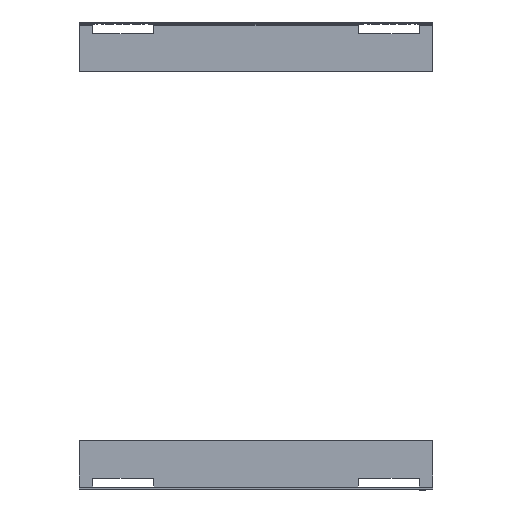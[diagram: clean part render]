
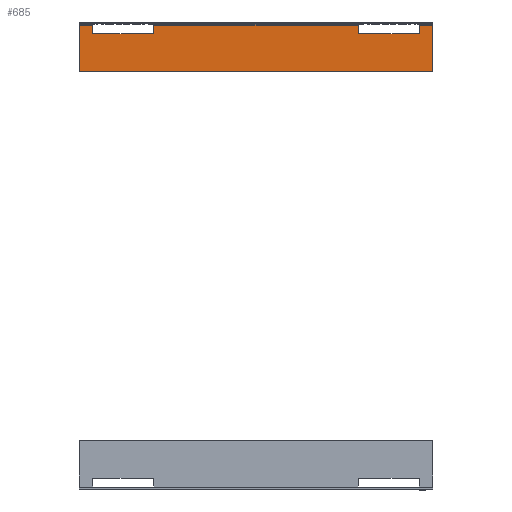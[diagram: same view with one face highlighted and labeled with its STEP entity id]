
A CAD part, top view. The second image highlights one B-rep face of the part: STEP entity #685.
In plain terms, the highlighted planar face has unit normal (0, 0, 1).
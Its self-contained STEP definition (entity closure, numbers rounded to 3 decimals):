
#13 = CARTESIAN_POINT ( 'NONE',  ( 0., 0., 0. ) ) ;
#28 = DIRECTION ( 'NONE',  ( 0., 1., 0. ) ) ;
#29 = ORIENTED_EDGE ( 'NONE', *, *, #2722, .F. ) ;
#34 = DIRECTION ( 'NONE',  ( 1., 0., 0. ) ) ;
#41 = DIRECTION ( 'NONE',  ( 1., 0., 0. ) ) ;
#78 = CARTESIAN_POINT ( 'NONE',  ( 0., -3., 0. ) ) ;
#96 = VECTOR ( 'NONE', #34, 1000. ) ;
#117 = EDGE_CURVE ( 'NONE', #469, #1438, #978, .T. ) ;
#160 = CARTESIAN_POINT ( 'NONE',  ( 75.75, -12., 0. ) ) ;
#168 = CARTESIAN_POINT ( 'NONE',  ( 360., 0., 0. ) ) ;
#214 = EDGE_CURVE ( 'NONE', #1438, #959, #778, .T. ) ;
#252 = EDGE_CURVE ( 'NONE', #1294, #593, #1009, .T. ) ;
#282 = CARTESIAN_POINT ( 'NONE',  ( 0., -12., 0. ) ) ;
#331 = VECTOR ( 'NONE', #2692, 1000. ) ;
#363 = CARTESIAN_POINT ( 'NONE',  ( 0., -50., 0. ) ) ;
#392 = ORIENTED_EDGE ( 'NONE', *, *, #1859, .F. ) ;
#399 = LINE ( 'NONE', #1349, #1177 ) ;
#414 = CARTESIAN_POINT ( 'NONE',  ( 13.75, -3., 0. ) ) ;
#424 = ORIENTED_EDGE ( 'NONE', *, *, #2680, .F. ) ;
#459 = VERTEX_POINT ( 'NONE', #2998 ) ;
#469 = VERTEX_POINT ( 'NONE', #414 ) ;
#593 = VERTEX_POINT ( 'NONE', #2489 ) ;
#598 = VERTEX_POINT ( 'NONE', #2447 ) ;
#621 = LINE ( 'NONE', #168, #331 ) ;
#671 = VERTEX_POINT ( 'NONE', #674 ) ;
#674 = CARTESIAN_POINT ( 'NONE',  ( 360., -3., 0. ) ) ;
#685 = ADVANCED_FACE ( 'NONE', ( #980 ), #3006, .T. ) ;
#691 = EDGE_CURVE ( 'NONE', #959, #2643, #2295, .T. ) ;
#778 = LINE ( 'NONE', #282, #1271 ) ;
#819 = DIRECTION ( 'NONE',  ( 0., 1., 0. ) ) ;
#820 = ORIENTED_EDGE ( 'NONE', *, *, #1303, .T. ) ;
#829 = CARTESIAN_POINT ( 'NONE',  ( 75.75, -3., 0. ) ) ;
#849 = LINE ( 'NONE', #2241, #2575 ) ;
#959 = VERTEX_POINT ( 'NONE', #160 ) ;
#978 = LINE ( 'NONE', #994, #1471 ) ;
#980 = FACE_OUTER_BOUND ( 'NONE', #1702, .T. ) ;
#982 = EDGE_CURVE ( 'NONE', #459, #598, #849, .T. ) ;
#994 = CARTESIAN_POINT ( 'NONE',  ( 13.75, 0., 0. ) ) ;
#1009 = LINE ( 'NONE', #1938, #2999 ) ;
#1023 = EDGE_CURVE ( 'NONE', #2748, #1294, #399, .T. ) ;
#1050 = ORIENTED_EDGE ( 'NONE', *, *, #117, .F. ) ;
#1123 = CARTESIAN_POINT ( 'NONE',  ( 0., -3., 0. ) ) ;
#1127 = CARTESIAN_POINT ( 'NONE',  ( 13.75, -12., 0. ) ) ;
#1150 = VECTOR ( 'NONE', #1240, 1000. ) ;
#1168 = VERTEX_POINT ( 'NONE', #1669 ) ;
#1177 = VECTOR ( 'NONE', #2254, 1000. ) ;
#1186 = CARTESIAN_POINT ( 'NONE',  ( 75.75, 0., 0. ) ) ;
#1215 = DIRECTION ( 'NONE',  ( 0., 0., 1. ) ) ;
#1240 = DIRECTION ( 'NONE',  ( 1., 0., 0. ) ) ;
#1266 = LINE ( 'NONE', #2649, #1469 ) ;
#1271 = VECTOR ( 'NONE', #2842, 1000. ) ;
#1294 = VERTEX_POINT ( 'NONE', #363 ) ;
#1303 = EDGE_CURVE ( 'NONE', #593, #671, #621, .T. ) ;
#1349 = CARTESIAN_POINT ( 'NONE',  ( 0., 0., 0. ) ) ;
#1372 = DIRECTION ( 'NONE',  ( 1., 0., 0. ) ) ;
#1393 = CARTESIAN_POINT ( 'NONE',  ( 284.25, 0., 0. ) ) ;
#1412 = ORIENTED_EDGE ( 'NONE', *, *, #982, .F. ) ;
#1438 = VERTEX_POINT ( 'NONE', #1127 ) ;
#1469 = VECTOR ( 'NONE', #2183, 1000. ) ;
#1471 = VECTOR ( 'NONE', #1926, 1000. ) ;
#1548 = ORIENTED_EDGE ( 'NONE', *, *, #2695, .F. ) ;
#1595 = LINE ( 'NONE', #1393, #2149 ) ;
#1598 = ORIENTED_EDGE ( 'NONE', *, *, #1624, .F. ) ;
#1624 = EDGE_CURVE ( 'NONE', #598, #671, #2171, .T. ) ;
#1669 = CARTESIAN_POINT ( 'NONE',  ( 284.25, -12., 0. ) ) ;
#1674 = ORIENTED_EDGE ( 'NONE', *, *, #1023, .T. ) ;
#1702 = EDGE_LOOP ( 'NONE', ( #1412, #424, #392, #29, #2968, #2524, #1050, #1548, #1674, #2313, #820, #1598 ) ) ;
#1759 = CARTESIAN_POINT ( 'NONE',  ( 0., -3., 0. ) ) ;
#1773 = VECTOR ( 'NONE', #1372, 1000. ) ;
#1801 = DIRECTION ( 'NONE',  ( 0., -1., 0. ) ) ;
#1859 = EDGE_CURVE ( 'NONE', #2181, #1168, #1595, .T. ) ;
#1926 = DIRECTION ( 'NONE',  ( 0., -1., 0. ) ) ;
#1938 = CARTESIAN_POINT ( 'NONE',  ( 0., -50., 0. ) ) ;
#1985 = LINE ( 'NONE', #1759, #1150 ) ;
#2026 = CARTESIAN_POINT ( 'NONE',  ( 0., -3., 0. ) ) ;
#2088 = VECTOR ( 'NONE', #28, 1000. ) ;
#2149 = VECTOR ( 'NONE', #1801, 1000. ) ;
#2171 = LINE ( 'NONE', #78, #96 ) ;
#2181 = VERTEX_POINT ( 'NONE', #2504 ) ;
#2183 = DIRECTION ( 'NONE',  ( 1., 0., 0. ) ) ;
#2235 = LINE ( 'NONE', #1123, #1773 ) ;
#2241 = CARTESIAN_POINT ( 'NONE',  ( 346.25, 0., 0. ) ) ;
#2254 = DIRECTION ( 'NONE',  ( 0., -1., 0. ) ) ;
#2295 = LINE ( 'NONE', #1186, #2088 ) ;
#2313 = ORIENTED_EDGE ( 'NONE', *, *, #252, .T. ) ;
#2379 = AXIS2_PLACEMENT_3D ( 'NONE', #13, #1215, #41 ) ;
#2447 = CARTESIAN_POINT ( 'NONE',  ( 346.25, -3., 0. ) ) ;
#2489 = CARTESIAN_POINT ( 'NONE',  ( 360., -50., 0. ) ) ;
#2504 = CARTESIAN_POINT ( 'NONE',  ( 284.25, -3., 0. ) ) ;
#2524 = ORIENTED_EDGE ( 'NONE', *, *, #214, .F. ) ;
#2575 = VECTOR ( 'NONE', #819, 1000. ) ;
#2643 = VERTEX_POINT ( 'NONE', #829 ) ;
#2649 = CARTESIAN_POINT ( 'NONE',  ( 0., -12., 0. ) ) ;
#2680 = EDGE_CURVE ( 'NONE', #1168, #459, #1266, .T. ) ;
#2692 = DIRECTION ( 'NONE',  ( 0., 1., 0. ) ) ;
#2695 = EDGE_CURVE ( 'NONE', #2748, #469, #1985, .T. ) ;
#2722 = EDGE_CURVE ( 'NONE', #2643, #2181, #2235, .T. ) ;
#2748 = VERTEX_POINT ( 'NONE', #2026 ) ;
#2842 = DIRECTION ( 'NONE',  ( 1., 0., 0. ) ) ;
#2855 = DIRECTION ( 'NONE',  ( 1., 0., 0. ) ) ;
#2968 = ORIENTED_EDGE ( 'NONE', *, *, #691, .F. ) ;
#2998 = CARTESIAN_POINT ( 'NONE',  ( 346.25, -12., 0. ) ) ;
#2999 = VECTOR ( 'NONE', #2855, 1000. ) ;
#3006 = PLANE ( 'NONE',  #2379 ) ;
